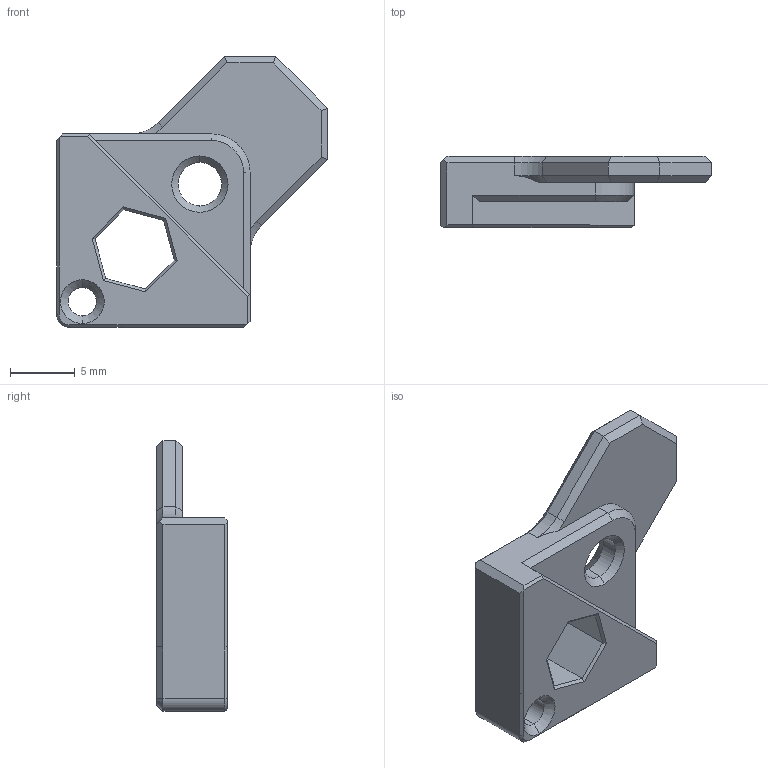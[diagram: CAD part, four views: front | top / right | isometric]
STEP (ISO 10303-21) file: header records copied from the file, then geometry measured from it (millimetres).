
FILE_DESCRIPTION (( 'STEP AP203' ), '1' );
FILE_NAME ('眐 0000 0004-3.STEP', '2020-03-29T19:23:52', ( '' ), ( '' ), 'SwSTEP 2.0', 'SolidWorks 2018', '' );
FILE_SCHEMA (( 'CONFIG_CONTROL_DESIGN' ));
Length unit declared in the file: millimetre
Products named in the file (1): 眐 0000 0004-3
Bounding box: 21 x 5.5 x 21 mm (x, y, z)
Volume: 1015.4 mm3; surface area: 1004.4 mm2
Topology: 1 solids, 1 shells, 82 faces, 198 edges, 118 vertices
Faces by surface type: plane 59, cone 15, cylinder 8
Entity records: 2414 total; most frequent: CARTESIAN_POINT 411, ORIENTED_EDGE 396, DIRECTION 393, EDGE_CURVE 198, VECTOR 165, LINE 165, VERTEX_POINT 118, AXIS2_PLACEMENT_3D 114
